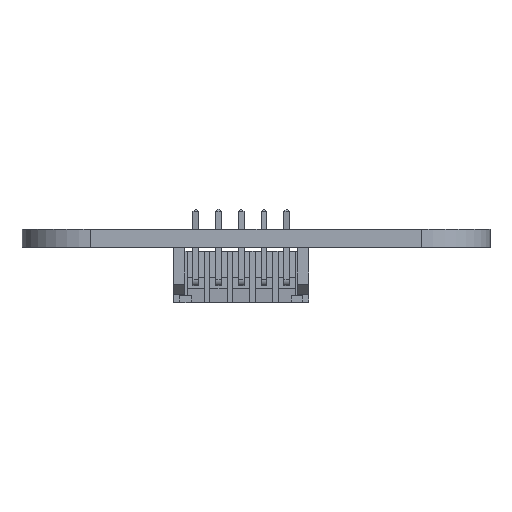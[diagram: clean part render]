
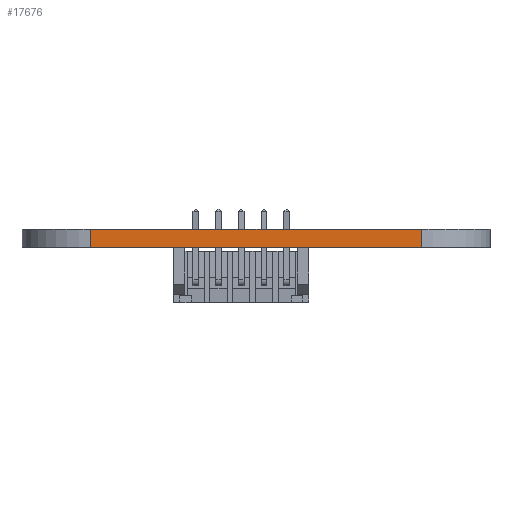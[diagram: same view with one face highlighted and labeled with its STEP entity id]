
A CAD part, left-side view. The second image highlights one B-rep face of the part: STEP entity #17676.
In plain terms, the highlighted planar face has unit normal (-1, 0, 0).
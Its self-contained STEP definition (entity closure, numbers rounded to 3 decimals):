
#14831 = PLANE('',#14832);
#14832 = AXIS2_PLACEMENT_3D('',#14833,#14834,#14835);
#14833 = CARTESIAN_POINT('',(134.68,-91.479,1.6));
#14834 = DIRECTION('',(0.,0.,1.));
#14835 = DIRECTION('',(1.,0.,-0.));
#14885 = PLANE('',#14886);
#14886 = AXIS2_PLACEMENT_3D('',#14887,#14888,#14889);
#14887 = CARTESIAN_POINT('',(134.68,-91.479,0.));
#14888 = DIRECTION('',(0.,0.,1.));
#14889 = DIRECTION('',(1.,0.,-0.));
#14918 = CYLINDRICAL_SURFACE('',#14919,6.033);
#14919 = AXIS2_PLACEMENT_3D('',#14920,#14921,#14922);
#14920 = CARTESIAN_POINT('',(101.219,-106.172,0.));
#14921 = DIRECTION('',(-0.,-0.,-1.));
#14922 = DIRECTION('',(1.,0.,-0.));
#15220 = VERTEX_POINT('',#15221);
#15221 = CARTESIAN_POINT('',(95.187,-77.026,0.));
#15236 = CYLINDRICAL_SURFACE('',#15237,6.033);
#15237 = AXIS2_PLACEMENT_3D('',#15238,#15239,#15240);
#15238 = CARTESIAN_POINT('',(101.219,-77.026,0.));
#15239 = DIRECTION('',(-0.,-0.,-1.));
#15240 = DIRECTION('',(1.,0.,-0.));
#15248 = EDGE_CURVE('',#15220,#15249,#15251,.T.);
#15249 = VERTEX_POINT('',#15250);
#15250 = CARTESIAN_POINT('',(95.187,-106.172,0.));
#15251 = SURFACE_CURVE('',#15252,(#15256,#15263),.PCURVE_S1.);
#15252 = LINE('',#15253,#15254);
#15253 = CARTESIAN_POINT('',(95.187,-77.026,0.));
#15254 = VECTOR('',#15255,1.);
#15255 = DIRECTION('',(0.,-1.,0.));
#15256 = PCURVE('',#14885,#15257);
#15257 = DEFINITIONAL_REPRESENTATION('',(#15258),#15262);
#15258 = LINE('',#15259,#15260);
#15259 = CARTESIAN_POINT('',(-39.494,14.454));
#15260 = VECTOR('',#15261,1.);
#15261 = DIRECTION('',(0.,-1.));
#15262 = ( GEOMETRIC_REPRESENTATION_CONTEXT(2) 
PARAMETRIC_REPRESENTATION_CONTEXT() REPRESENTATION_CONTEXT('2D SPACE',''
  ) );
#15263 = PCURVE('',#15264,#15269);
#15264 = PLANE('',#15265);
#15265 = AXIS2_PLACEMENT_3D('',#15266,#15267,#15268);
#15266 = CARTESIAN_POINT('',(95.187,-77.026,0.));
#15267 = DIRECTION('',(1.,0.,-0.));
#15268 = DIRECTION('',(0.,-1.,0.));
#15269 = DEFINITIONAL_REPRESENTATION('',(#15270),#15274);
#15270 = LINE('',#15271,#15272);
#15271 = CARTESIAN_POINT('',(0.,0.));
#15272 = VECTOR('',#15273,1.);
#15273 = DIRECTION('',(1.,0.));
#15274 = ( GEOMETRIC_REPRESENTATION_CONTEXT(2) 
PARAMETRIC_REPRESENTATION_CONTEXT() REPRESENTATION_CONTEXT('2D SPACE',''
  ) );
#16592 = VERTEX_POINT('',#16593);
#16593 = CARTESIAN_POINT('',(95.187,-77.026,1.6));
#16615 = EDGE_CURVE('',#16592,#16616,#16618,.T.);
#16616 = VERTEX_POINT('',#16617);
#16617 = CARTESIAN_POINT('',(95.187,-106.172,1.6));
#16618 = SURFACE_CURVE('',#16619,(#16623,#16630),.PCURVE_S1.);
#16619 = LINE('',#16620,#16621);
#16620 = CARTESIAN_POINT('',(95.187,-77.026,1.6));
#16621 = VECTOR('',#16622,1.);
#16622 = DIRECTION('',(0.,-1.,0.));
#16623 = PCURVE('',#14831,#16624);
#16624 = DEFINITIONAL_REPRESENTATION('',(#16625),#16629);
#16625 = LINE('',#16626,#16627);
#16626 = CARTESIAN_POINT('',(-39.494,14.454));
#16627 = VECTOR('',#16628,1.);
#16628 = DIRECTION('',(0.,-1.));
#16629 = ( GEOMETRIC_REPRESENTATION_CONTEXT(2) 
PARAMETRIC_REPRESENTATION_CONTEXT() REPRESENTATION_CONTEXT('2D SPACE',''
  ) );
#16630 = PCURVE('',#15264,#16631);
#16631 = DEFINITIONAL_REPRESENTATION('',(#16632),#16636);
#16632 = LINE('',#16633,#16634);
#16633 = CARTESIAN_POINT('',(0.,-1.6));
#16634 = VECTOR('',#16635,1.);
#16635 = DIRECTION('',(1.,0.));
#16636 = ( GEOMETRIC_REPRESENTATION_CONTEXT(2) 
PARAMETRIC_REPRESENTATION_CONTEXT() REPRESENTATION_CONTEXT('2D SPACE',''
  ) );
#17626 = EDGE_CURVE('',#15249,#16616,#17627,.T.);
#17627 = SURFACE_CURVE('',#17628,(#17632,#17639),.PCURVE_S1.);
#17628 = LINE('',#17629,#17630);
#17629 = CARTESIAN_POINT('',(95.187,-106.172,0.));
#17630 = VECTOR('',#17631,1.);
#17631 = DIRECTION('',(0.,0.,1.));
#17632 = PCURVE('',#14918,#17633);
#17633 = DEFINITIONAL_REPRESENTATION('',(#17634),#17638);
#17634 = LINE('',#17635,#17636);
#17635 = CARTESIAN_POINT('',(-3.142,0.));
#17636 = VECTOR('',#17637,1.);
#17637 = DIRECTION('',(-0.,-1.));
#17638 = ( GEOMETRIC_REPRESENTATION_CONTEXT(2) 
PARAMETRIC_REPRESENTATION_CONTEXT() REPRESENTATION_CONTEXT('2D SPACE',''
  ) );
#17639 = PCURVE('',#15264,#17640);
#17640 = DEFINITIONAL_REPRESENTATION('',(#17641),#17645);
#17641 = LINE('',#17642,#17643);
#17642 = CARTESIAN_POINT('',(29.147,0.));
#17643 = VECTOR('',#17644,1.);
#17644 = DIRECTION('',(0.,-1.));
#17645 = ( GEOMETRIC_REPRESENTATION_CONTEXT(2) 
PARAMETRIC_REPRESENTATION_CONTEXT() REPRESENTATION_CONTEXT('2D SPACE',''
  ) );
#17676 = ADVANCED_FACE('',(#17677),#15264,.F.);
#17677 = FACE_BOUND('',#17678,.F.);
#17678 = EDGE_LOOP('',(#17679,#17700,#17701,#17702));
#17679 = ORIENTED_EDGE('',*,*,#17680,.T.);
#17680 = EDGE_CURVE('',#15220,#16592,#17681,.T.);
#17681 = SURFACE_CURVE('',#17682,(#17686,#17693),.PCURVE_S1.);
#17682 = LINE('',#17683,#17684);
#17683 = CARTESIAN_POINT('',(95.187,-77.026,0.));
#17684 = VECTOR('',#17685,1.);
#17685 = DIRECTION('',(0.,0.,1.));
#17686 = PCURVE('',#15264,#17687);
#17687 = DEFINITIONAL_REPRESENTATION('',(#17688),#17692);
#17688 = LINE('',#17689,#17690);
#17689 = CARTESIAN_POINT('',(0.,0.));
#17690 = VECTOR('',#17691,1.);
#17691 = DIRECTION('',(0.,-1.));
#17692 = ( GEOMETRIC_REPRESENTATION_CONTEXT(2) 
PARAMETRIC_REPRESENTATION_CONTEXT() REPRESENTATION_CONTEXT('2D SPACE',''
  ) );
#17693 = PCURVE('',#15236,#17694);
#17694 = DEFINITIONAL_REPRESENTATION('',(#17695),#17699);
#17695 = LINE('',#17696,#17697);
#17696 = CARTESIAN_POINT('',(-3.142,0.));
#17697 = VECTOR('',#17698,1.);
#17698 = DIRECTION('',(-0.,-1.));
#17699 = ( GEOMETRIC_REPRESENTATION_CONTEXT(2) 
PARAMETRIC_REPRESENTATION_CONTEXT() REPRESENTATION_CONTEXT('2D SPACE',''
  ) );
#17700 = ORIENTED_EDGE('',*,*,#16615,.T.);
#17701 = ORIENTED_EDGE('',*,*,#17626,.F.);
#17702 = ORIENTED_EDGE('',*,*,#15248,.F.);
